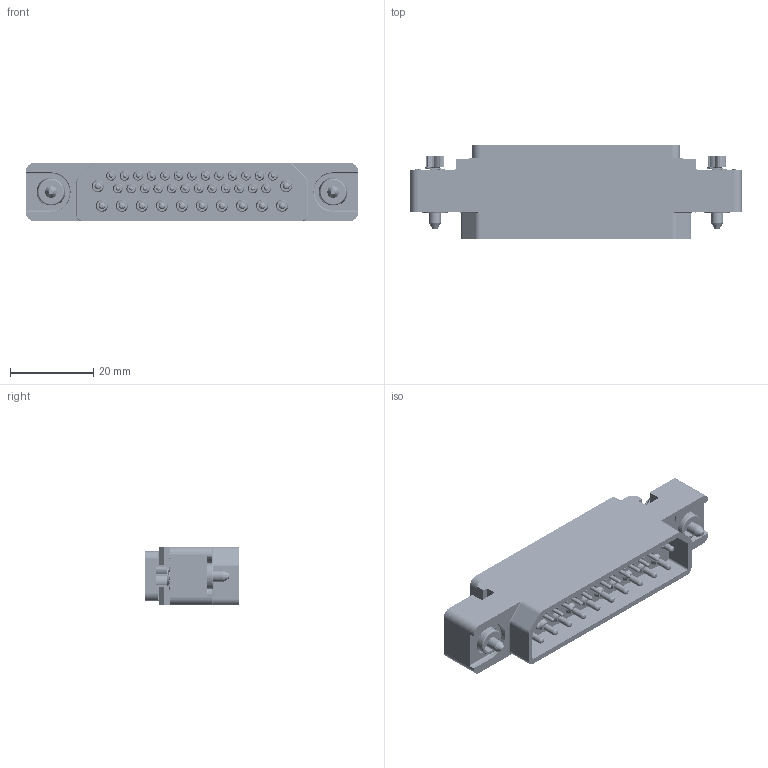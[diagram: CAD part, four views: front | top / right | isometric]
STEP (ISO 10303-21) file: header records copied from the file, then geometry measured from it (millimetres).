
FILE_DESCRIPTION((''),'2;1');
FILE_NAME('1900ND09P1A00E','2020-08-03T',('presta_be4'),(''),'CREO PARAMETRIC BY PTC INC, 2018360','CREO PARAMETRIC BY PTC INC, 2018360','');
FILE_SCHEMA(('CONFIG_CONTROL_DESIGN'));
Products named in the file (1): 1900ND09P1A00E
Bounding box: 80 x 22.8 x 14 mm (x, y, z)
Volume: 14508.2 mm3; surface area: 19674.8 mm2
Topology: 3 solids, 3 shells, 6747 faces, 17035 edges, 10399 vertices
Faces by surface type: plane 2465, cylinder 1586, torus 1320, cone 1274, sphere 50, extrusion 28, bspline 24
Entity records: 214335 total; most frequent: CARTESIAN_POINT 51622, DIRECTION 35060, ORIENTED_EDGE 33914, EDGE_CURVE 16957, AXIS2_PLACEMENT_3D 13906, VERTEX_POINT 10399, EDGE_LOOP 7362, VECTOR 7248
